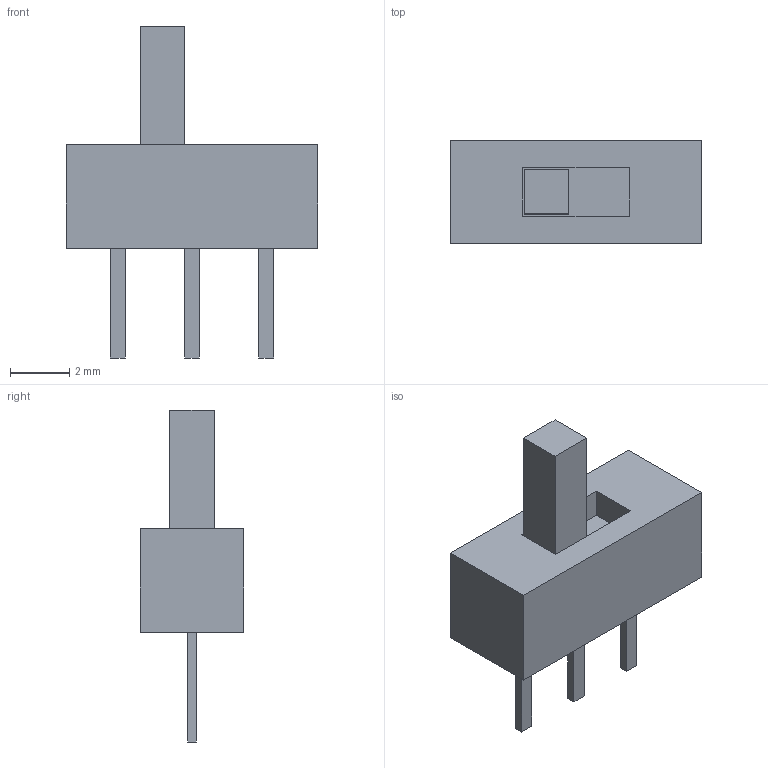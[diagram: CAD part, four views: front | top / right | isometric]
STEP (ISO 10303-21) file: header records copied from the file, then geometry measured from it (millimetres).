
FILE_DESCRIPTION(/* description */ (''),/* implementation_level */ '2;1');
FILE_NAME(/* name */ 'SS12D01G4.stp',/* time_stamp */ '2023-04-16T17:00:53+09:00',/* author */ ('nakagawa'),/* organization */ (''),/* preprocessor_version */ 'ST-DEVELOPER v19',/* originating_system */ 'Autodesk Inventor 2023',/* authorisation */ '');
FILE_SCHEMA (('CONFIG_CONTROL_DESIGN'));
Length unit declared in the file: millimetre
Products named in the file (1): SS12D01G4
Bounding box: 8.5 x 3.5 x 11.2 mm (x, y, z)
Volume: 111.1 mm3; surface area: 201.7 mm2
Topology: 1 solids, 1 shells, 31 faces, 72 edges, 48 vertices
Faces by surface type: plane 31
Entity records: 909 total; most frequent: CARTESIAN_POINT 152, ORIENTED_EDGE 144, DIRECTION 136, LINE 72, VECTOR 72, EDGE_CURVE 72, VERTEX_POINT 48, EDGE_LOOP 36
